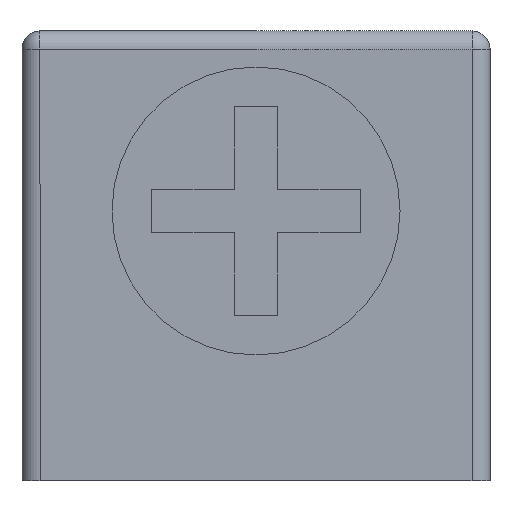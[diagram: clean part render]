
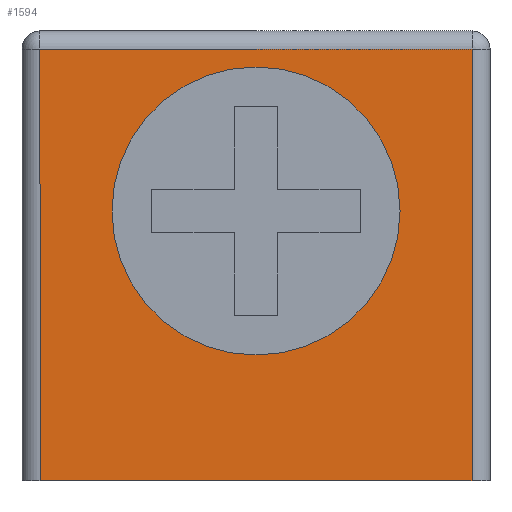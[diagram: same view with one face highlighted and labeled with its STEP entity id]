
A CAD part, front view. The second image highlights one B-rep face of the part: STEP entity #1594.
In plain terms, the highlighted planar face has unit normal (0, -1, 0).
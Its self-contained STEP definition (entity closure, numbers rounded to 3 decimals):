
#14 = ORIENTED_EDGE ( 'NONE', *, *, #574, .F. ) ;
#38 = ORIENTED_EDGE ( 'NONE', *, *, #663, .T. ) ;
#41 = LINE ( 'NONE', #754, #1264 ) ;
#59 = EDGE_LOOP ( 'NONE', ( #14, #1296 ) ) ;
#101 = VERTEX_POINT ( 'NONE', #918 ) ;
#130 = CARTESIAN_POINT ( 'NONE',  ( 0., -18.5, 11.5 ) ) ;
#133 = AXIS2_PLACEMENT_3D ( 'NONE', #309, #470, #1427 ) ;
#138 = CARTESIAN_POINT ( 'NONE',  ( 6.5, -18.5, 0. ) ) ;
#149 = EDGE_CURVE ( 'NONE', #101, #1039, #459, .T. ) ;
#173 = VERTEX_POINT ( 'NONE', #1036 ) ;
#309 = CARTESIAN_POINT ( 'NONE',  ( 0., -18.5, 7.5 ) ) ;
#334 = DIRECTION ( 'NONE',  ( 0., 0., 1. ) ) ;
#346 = VERTEX_POINT ( 'NONE', #739 ) ;
#352 = DIRECTION ( 'NONE',  ( 0., -1., 0. ) ) ;
#394 = VECTOR ( 'NONE', #974, 1000. ) ;
#438 = DIRECTION ( 'NONE',  ( 0., 1., 0. ) ) ;
#459 = CIRCLE ( 'NONE', #133, 4. ) ;
#470 = DIRECTION ( 'NONE',  ( 0., -1., 0. ) ) ;
#513 = DIRECTION ( 'NONE',  ( -1., 0., 0. ) ) ;
#554 = ORIENTED_EDGE ( 'NONE', *, *, #832, .T. ) ;
#574 = EDGE_CURVE ( 'NONE', #1039, #101, #1650, .T. ) ;
#663 = EDGE_CURVE ( 'NONE', #751, #346, #1746, .T. ) ;
#702 = CARTESIAN_POINT ( 'NONE',  ( 6.5, -18.5, 0. ) ) ;
#718 = EDGE_CURVE ( 'NONE', #346, #173, #1076, .T. ) ;
#730 = VERTEX_POINT ( 'NONE', #1531 ) ;
#739 = CARTESIAN_POINT ( 'NONE',  ( -6., -18.5, 12. ) ) ;
#751 = VERTEX_POINT ( 'NONE', #1218 ) ;
#754 = CARTESIAN_POINT ( 'NONE',  ( 6., -18.5, 0. ) ) ;
#832 = EDGE_CURVE ( 'NONE', #730, #751, #41, .T. ) ;
#852 = FACE_OUTER_BOUND ( 'NONE', #1723, .T. ) ;
#874 = LINE ( 'NONE', #702, #1100 ) ;
#900 = ORIENTED_EDGE ( 'NONE', *, *, #718, .T. ) ;
#918 = CARTESIAN_POINT ( 'NONE',  ( 0., -18.5, 3.5 ) ) ;
#921 = CARTESIAN_POINT ( 'NONE',  ( 6.5, -18.5, 12. ) ) ;
#974 = DIRECTION ( 'NONE',  ( 0., 0., -1. ) ) ;
#1036 = CARTESIAN_POINT ( 'NONE',  ( -6., -18.5, 0. ) ) ;
#1039 = VERTEX_POINT ( 'NONE', #130 ) ;
#1065 = DIRECTION ( 'NONE',  ( 0., 0., 1. ) ) ;
#1076 = LINE ( 'NONE', #1367, #394 ) ;
#1091 = VECTOR ( 'NONE', #513, 1000. ) ;
#1100 = VECTOR ( 'NONE', #1128, 1000. ) ;
#1111 = PLANE ( 'NONE',  #1636 ) ;
#1128 = DIRECTION ( 'NONE',  ( -1., 0., 0. ) ) ;
#1218 = CARTESIAN_POINT ( 'NONE',  ( 6., -18.5, 12. ) ) ;
#1264 = VECTOR ( 'NONE', #334, 1000. ) ;
#1296 = ORIENTED_EDGE ( 'NONE', *, *, #149, .F. ) ;
#1367 = CARTESIAN_POINT ( 'NONE',  ( -6., -18.5, 0. ) ) ;
#1404 = FACE_BOUND ( 'NONE', #59, .T. ) ;
#1415 = DIRECTION ( 'NONE',  ( 0., 0., 1. ) ) ;
#1427 = DIRECTION ( 'NONE',  ( 0., 0., 1. ) ) ;
#1491 = ORIENTED_EDGE ( 'NONE', *, *, #1795, .F. ) ;
#1531 = CARTESIAN_POINT ( 'NONE',  ( 6., -18.5, 0. ) ) ;
#1594 = ADVANCED_FACE ( 'NONE', ( #1404, #852 ), #1111, .F. ) ;
#1636 = AXIS2_PLACEMENT_3D ( 'NONE', #138, #438, #1415 ) ;
#1650 = CIRCLE ( 'NONE', #1787, 4. ) ;
#1723 = EDGE_LOOP ( 'NONE', ( #1491, #554, #38, #900 ) ) ;
#1738 = CARTESIAN_POINT ( 'NONE',  ( 0., -18.5, 7.5 ) ) ;
#1746 = LINE ( 'NONE', #921, #1091 ) ;
#1787 = AXIS2_PLACEMENT_3D ( 'NONE', #1738, #352, #1065 ) ;
#1795 = EDGE_CURVE ( 'NONE', #730, #173, #874, .T. ) ;
